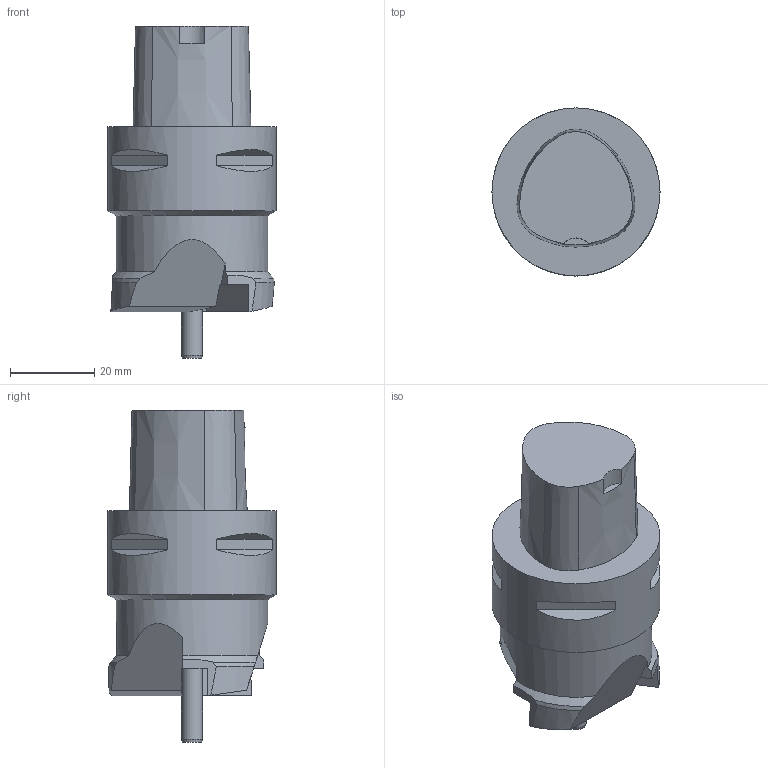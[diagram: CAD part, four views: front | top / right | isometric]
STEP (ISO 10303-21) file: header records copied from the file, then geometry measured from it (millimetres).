
FILE_DESCRIPTION(/* description */ (''),/* implementation_level */ '2;1');
FILE_NAME(/* name */ '1550673034238.stp',/* time_stamp */ '2019-02-20T15:30:51+01:00',/* author */ (''),/* organization */ ('SMS'),/* preprocessor_version */ 'ST-DEVELOPER v15',/* originating_system */ 'SIEMENS PLM Software NX 8.5',/* authorisation */ '');
FILE_SCHEMA (('AUTOMOTIVE_DESIGN { 1 0 10303 214 3 1 1 1 }'));
Length unit declared in the file: millimetre
Products named in the file (1): 200955317mod000_01
Bounding box: 40 x 40 x 79 mm (x, y, z)
Volume: 60023.3 mm3; surface area: 10359.2 mm2
Topology: 1 solids, 1 shells, 56 faces, 142 edges, 99 vertices
Faces by surface type: plane 35, cone 14, cylinder 7
Full cylindrical faces by diameter (mm): 5.008 x1, 36 x1, 40 x1
Entity records: 1773 total; most frequent: CARTESIAN_POINT 339, DIRECTION 299, ORIENTED_EDGE 270, EDGE_CURVE 135, AXIS2_PLACEMENT_3D 116, VERTEX_POINT 92, LINE 67, VECTOR 67
